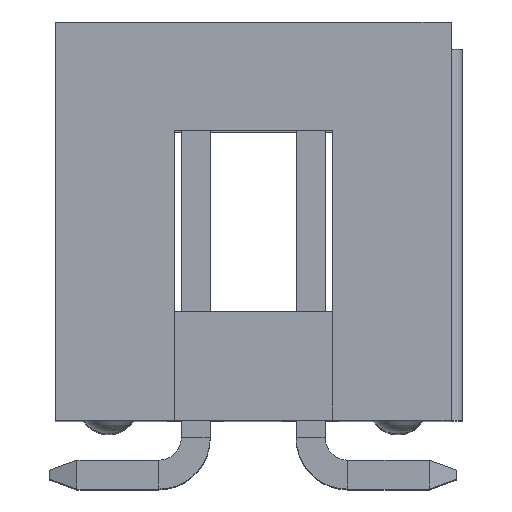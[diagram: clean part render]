
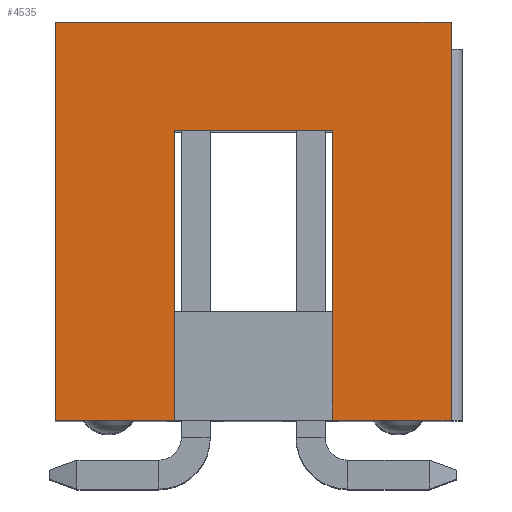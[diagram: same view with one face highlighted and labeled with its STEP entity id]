
A CAD part, top view. The second image highlights one B-rep face of the part: STEP entity #4535.
In plain terms, the highlighted planar face has unit normal (0, 0, 1).
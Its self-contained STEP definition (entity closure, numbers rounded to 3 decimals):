
#483=DIRECTION('',(1.,0.,0.));
#484=VECTOR('',#483,2.625);
#485=CARTESIAN_POINT('',(-4.375,0.,10.155));
#486=LINE('',#485,#484);
#511=DIRECTION('',(1.,0.,0.));
#512=VECTOR('',#511,2.625);
#513=CARTESIAN_POINT('',(1.75,0.,10.155));
#514=LINE('',#513,#512);
#1877=DIRECTION('',(1.,0.,0.));
#1878=VECTOR('',#1877,8.75);
#1879=CARTESIAN_POINT('',(-4.375,8.8,10.155));
#1880=LINE('',#1879,#1878);
#2073=DIRECTION('',(0.,-1.,0.));
#2074=VECTOR('',#2073,6.4);
#2075=CARTESIAN_POINT('',(-1.75,6.4,10.155));
#2076=LINE('',#2075,#2074);
#2080=DIRECTION('',(0.,1.,0.));
#2081=VECTOR('',#2080,8.8);
#2082=CARTESIAN_POINT('',(-4.375,0.,10.155));
#2083=LINE('',#2082,#2081);
#2087=DIRECTION('',(0.,1.,0.));
#2088=VECTOR('',#2087,6.4);
#2089=CARTESIAN_POINT('',(1.75,0.,10.155));
#2090=LINE('',#2089,#2088);
#2094=DIRECTION('',(-1.,0.,0.));
#2095=VECTOR('',#2094,3.5);
#2096=CARTESIAN_POINT('',(1.75,6.4,10.155));
#2097=LINE('',#2096,#2095);
#2122=DIRECTION('',(0.,1.,0.));
#2123=VECTOR('',#2122,8.8);
#2124=CARTESIAN_POINT('',(4.375,0.,10.155));
#2125=LINE('',#2124,#2123);
#2403=CARTESIAN_POINT('',(-4.375,0.,10.155));
#2405=VERTEX_POINT('',#2403);
#2406=CARTESIAN_POINT('',(-4.375,8.8,10.155));
#2407=CARTESIAN_POINT('',(4.375,8.8,10.155));
#2408=VERTEX_POINT('',#2406);
#2409=VERTEX_POINT('',#2407);
#2414=CARTESIAN_POINT('',(4.375,0.,10.155));
#2415=VERTEX_POINT('',#2414);
#2442=CARTESIAN_POINT('',(-1.75,6.4,10.155));
#2443=CARTESIAN_POINT('',(-1.75,0.,10.155));
#2444=VERTEX_POINT('',#2442);
#2445=VERTEX_POINT('',#2443);
#2446=CARTESIAN_POINT('',(1.75,0.,10.155));
#2447=CARTESIAN_POINT('',(1.75,6.4,10.155));
#2448=VERTEX_POINT('',#2446);
#2449=VERTEX_POINT('',#2447);
#4517=CARTESIAN_POINT('',(-4.375,0.,10.155));
#4518=DIRECTION('',(0.,0.,1.));
#4519=DIRECTION('',(1.,0.,0.));
#4520=AXIS2_PLACEMENT_3D('',#4517,#4518,#4519);
#4521=PLANE('',#4520);
#4522=ORIENTED_EDGE('',*,*,#4506,.T.);
#4523=ORIENTED_EDGE('',*,*,#2861,.F.);
#4524=ORIENTED_EDGE('',*,*,#4245,.T.);
#4525=ORIENTED_EDGE('',*,*,#4357,.T.);
#4527=ORIENTED_EDGE('',*,*,#4526,.F.);
#4528=ORIENTED_EDGE('',*,*,#2869,.F.);
#4530=ORIENTED_EDGE('',*,*,#4529,.T.);
#4532=ORIENTED_EDGE('',*,*,#4531,.T.);
#4533=EDGE_LOOP('',(#4522,#4523,#4524,#4525,#4527,#4528,#4530,#4532));
#4534=FACE_OUTER_BOUND('',#4533,.F.);
#4535=ADVANCED_FACE('',(#4534),#4521,.T.);
#2861=EDGE_CURVE('',#2405,#2445,#486,.T.);
#2869=EDGE_CURVE('',#2448,#2415,#514,.T.);
#4245=EDGE_CURVE('',#2405,#2408,#2083,.T.);
#4357=EDGE_CURVE('',#2408,#2409,#1880,.T.);
#4506=EDGE_CURVE('',#2444,#2445,#2076,.T.);
#4526=EDGE_CURVE('',#2415,#2409,#2125,.T.);
#4529=EDGE_CURVE('',#2448,#2449,#2090,.T.);
#4531=EDGE_CURVE('',#2449,#2444,#2097,.T.);
